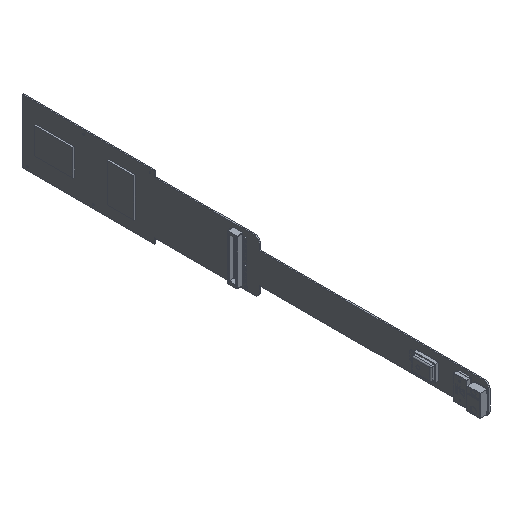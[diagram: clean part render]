
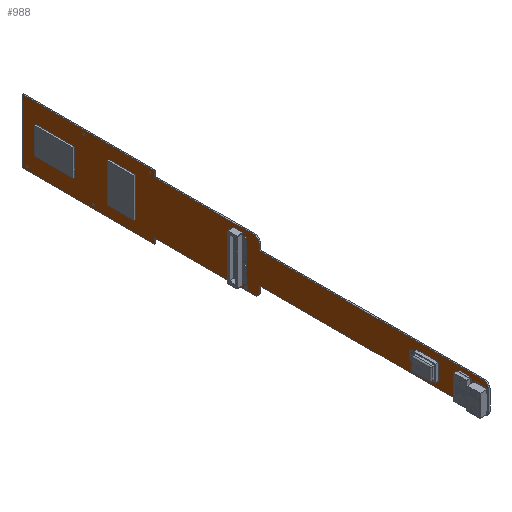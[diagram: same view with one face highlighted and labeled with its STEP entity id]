
A CAD part, isometric view. The second image highlights one B-rep face of the part: STEP entity #988.
In plain terms, the highlighted planar face has unit normal (-1, 0, 0).
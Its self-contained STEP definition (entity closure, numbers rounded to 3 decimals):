
#805=CARTESIAN_POINT('',(15.4,-6.6,-93.));
#806=DIRECTION('',(-1.,0.,0.));
#807=DIRECTION('',(0.,1.,0.));
#808=AXIS2_PLACEMENT_3D('',#805,#806,#807);
#809=PLANE('',#808);
#810=CARTESIAN_POINT('',(15.4,81.1,0.5));
#811=VERTEX_POINT('',#810);
#812=CARTESIAN_POINT('',(15.4,81.1,0.65));
#813=DIRECTION('',(1.,0.,0.));
#814=DIRECTION('',(0.,0.,-1.));
#815=AXIS2_PLACEMENT_3D('',#812,#813,#814);
#816=CIRCLE('',#815,0.15);
#817=EDGE_CURVE('',#811,#811,#816,.T.);
#818=ORIENTED_EDGE('',*,*,#817,.T.);
#819=EDGE_LOOP('',(#818));
#820=FACE_BOUND('',#819,.T.);
#821=CARTESIAN_POINT('',(15.4,58.9,10.7));
#822=VERTEX_POINT('',#821);
#823=CARTESIAN_POINT('',(15.4,58.9,10.85));
#824=DIRECTION('',(1.,0.,0.));
#825=DIRECTION('',(0.,0.,-1.));
#826=AXIS2_PLACEMENT_3D('',#823,#824,#825);
#827=CIRCLE('',#826,0.15);
#828=EDGE_CURVE('',#822,#822,#827,.T.);
#829=ORIENTED_EDGE('',*,*,#828,.T.);
#830=EDGE_LOOP('',(#829));
#831=FACE_BOUND('',#830,.T.);
#832=CARTESIAN_POINT('',(15.4,69.1,0.5));
#833=VERTEX_POINT('',#832);
#834=CARTESIAN_POINT('',(15.4,69.1,0.65));
#835=DIRECTION('',(1.,0.,0.));
#836=DIRECTION('',(0.,0.,-1.));
#837=AXIS2_PLACEMENT_3D('',#834,#835,#836);
#838=CIRCLE('',#837,0.15);
#839=EDGE_CURVE('',#833,#833,#838,.T.);
#840=ORIENTED_EDGE('',*,*,#839,.T.);
#841=EDGE_LOOP('',(#840));
#842=FACE_BOUND('',#841,.T.);
#843=CARTESIAN_POINT('',(15.4,70.9,10.7));
#844=VERTEX_POINT('',#843);
#845=CARTESIAN_POINT('',(15.4,70.9,10.85));
#846=DIRECTION('',(1.,0.,0.));
#847=DIRECTION('',(0.,0.,-1.));
#848=AXIS2_PLACEMENT_3D('',#845,#846,#847);
#849=CIRCLE('',#848,0.15);
#850=EDGE_CURVE('',#844,#844,#849,.T.);
#851=ORIENTED_EDGE('',*,*,#850,.T.);
#852=EDGE_LOOP('',(#851));
#853=FACE_BOUND('',#852,.T.);
#854=CARTESIAN_POINT('',(15.4,58.066,1.));
#855=VERTEX_POINT('',#854);
#856=CARTESIAN_POINT('',(15.4,40.066,1.));
#857=VERTEX_POINT('',#856);
#858=CARTESIAN_POINT('',(15.4,58.066,1.));
#859=DIRECTION('',(0.,-1.,0.));
#860=VECTOR('',#859,18.);
#861=LINE('',#858,#860);
#862=EDGE_CURVE('',#855,#857,#861,.T.);
#863=ORIENTED_EDGE('',*,*,#862,.T.);
#864=CARTESIAN_POINT('',(15.4,39.066,2.));
#865=VERTEX_POINT('',#864);
#866=CARTESIAN_POINT('',(15.4,40.066,2.));
#867=DIRECTION('',(-1.,0.,0.));
#868=DIRECTION('',(0.,0.,1.));
#869=AXIS2_PLACEMENT_3D('',#866,#867,#868);
#870=CIRCLE('',#869,1.);
#871=EDGE_CURVE('',#857,#865,#870,.T.);
#872=ORIENTED_EDGE('',*,*,#871,.T.);
#873=CARTESIAN_POINT('',(15.4,39.066,3.));
#874=VERTEX_POINT('',#873);
#875=CARTESIAN_POINT('',(15.4,39.066,2.));
#876=DIRECTION('',(0.,0.,1.));
#877=VECTOR('',#876,1.);
#878=LINE('',#875,#877);
#879=EDGE_CURVE('',#865,#874,#878,.T.);
#880=ORIENTED_EDGE('',*,*,#879,.T.);
#881=CARTESIAN_POINT('',(15.4,-1.434,3.));
#882=VERTEX_POINT('',#881);
#883=CARTESIAN_POINT('',(15.4,39.066,3.));
#884=DIRECTION('',(0.,-1.,0.));
#885=VECTOR('',#884,40.5);
#886=LINE('',#883,#885);
#887=EDGE_CURVE('',#874,#882,#886,.T.);
#888=ORIENTED_EDGE('',*,*,#887,.T.);
#889=CARTESIAN_POINT('',(15.4,-2.434,4.));
#890=VERTEX_POINT('',#889);
#891=CARTESIAN_POINT('',(15.4,-1.434,4.));
#892=DIRECTION('',(-1.,0.,0.));
#893=DIRECTION('',(0.,0.,1.));
#894=AXIS2_PLACEMENT_3D('',#891,#892,#893);
#895=CIRCLE('',#894,1.);
#896=EDGE_CURVE('',#882,#890,#895,.T.);
#897=ORIENTED_EDGE('',*,*,#896,.T.);
#898=CARTESIAN_POINT('',(15.4,-2.434,7.5));
#899=VERTEX_POINT('',#898);
#900=CARTESIAN_POINT('',(15.4,-2.434,4.));
#901=DIRECTION('',(0.,0.,1.));
#902=VECTOR('',#901,3.5);
#903=LINE('',#900,#902);
#904=EDGE_CURVE('',#890,#899,#903,.T.);
#905=ORIENTED_EDGE('',*,*,#904,.T.);
#906=CARTESIAN_POINT('',(15.4,-1.434,8.5));
#907=VERTEX_POINT('',#906);
#908=CARTESIAN_POINT('',(15.4,-1.434,7.5));
#909=DIRECTION('',(-1.,0.,0.));
#910=DIRECTION('',(0.,0.,1.));
#911=AXIS2_PLACEMENT_3D('',#908,#909,#910);
#912=CIRCLE('',#911,1.);
#913=EDGE_CURVE('',#899,#907,#912,.T.);
#914=ORIENTED_EDGE('',*,*,#913,.T.);
#915=CARTESIAN_POINT('',(15.4,39.066,8.5));
#916=VERTEX_POINT('',#915);
#917=CARTESIAN_POINT('',(15.4,-1.434,8.5));
#918=DIRECTION('',(0.,1.,0.));
#919=VECTOR('',#918,40.5);
#920=LINE('',#917,#919);
#921=EDGE_CURVE('',#907,#916,#920,.T.);
#922=ORIENTED_EDGE('',*,*,#921,.T.);
#923=CARTESIAN_POINT('',(15.4,39.066,9.5));
#924=VERTEX_POINT('',#923);
#925=CARTESIAN_POINT('',(15.4,39.066,8.5));
#926=DIRECTION('',(0.,0.,1.));
#927=VECTOR('',#926,1.);
#928=LINE('',#925,#927);
#929=EDGE_CURVE('',#916,#924,#928,.T.);
#930=ORIENTED_EDGE('',*,*,#929,.T.);
#931=CARTESIAN_POINT('',(15.4,40.066,10.5));
#932=VERTEX_POINT('',#931);
#933=CARTESIAN_POINT('',(15.4,40.066,9.5));
#934=DIRECTION('',(-1.,0.,0.));
#935=DIRECTION('',(0.,0.,1.));
#936=AXIS2_PLACEMENT_3D('',#933,#934,#935);
#937=CIRCLE('',#936,1.);
#938=EDGE_CURVE('',#924,#932,#937,.T.);
#939=ORIENTED_EDGE('',*,*,#938,.T.);
#940=CARTESIAN_POINT('',(15.4,58.066,10.5));
#941=VERTEX_POINT('',#940);
#942=CARTESIAN_POINT('',(15.4,58.066,10.5));
#943=DIRECTION('',(0.,-1.,0.));
#944=VECTOR('',#943,18.);
#945=LINE('',#942,#944);
#946=EDGE_CURVE('',#941,#932,#945,.T.);
#947=ORIENTED_EDGE('',*,*,#946,.F.);
#948=CARTESIAN_POINT('',(15.4,58.066,11.5));
#949=VERTEX_POINT('',#948);
#950=CARTESIAN_POINT('',(15.4,58.066,10.5));
#951=DIRECTION('',(0.,0.,1.));
#952=VECTOR('',#951,1.);
#953=LINE('',#950,#952);
#954=EDGE_CURVE('',#941,#949,#953,.T.);
#955=ORIENTED_EDGE('',*,*,#954,.T.);
#956=CARTESIAN_POINT('',(15.4,82.066,11.5));
#957=VERTEX_POINT('',#956);
#958=CARTESIAN_POINT('',(15.4,82.066,11.5));
#959=DIRECTION('',(0.,-1.,0.));
#960=VECTOR('',#959,24.);
#961=LINE('',#958,#960);
#962=EDGE_CURVE('',#957,#949,#961,.T.);
#963=ORIENTED_EDGE('',*,*,#962,.F.);
#964=CARTESIAN_POINT('',(15.4,82.066,0.));
#965=VERTEX_POINT('',#964);
#966=CARTESIAN_POINT('',(15.4,82.066,0.));
#967=DIRECTION('',(0.,0.,1.));
#968=VECTOR('',#967,11.5);
#969=LINE('',#966,#968);
#970=EDGE_CURVE('',#965,#957,#969,.T.);
#971=ORIENTED_EDGE('',*,*,#970,.F.);
#972=CARTESIAN_POINT('',(15.4,58.066,0.));
#973=VERTEX_POINT('',#972);
#974=CARTESIAN_POINT('',(15.4,58.066,0.));
#975=DIRECTION('',(0.,1.,-0.));
#976=VECTOR('',#975,24.);
#977=LINE('',#974,#976);
#978=EDGE_CURVE('',#973,#965,#977,.T.);
#979=ORIENTED_EDGE('',*,*,#978,.F.);
#980=CARTESIAN_POINT('',(15.4,58.066,1.));
#981=DIRECTION('',(0.,0.,-1.));
#982=VECTOR('',#981,1.);
#983=LINE('',#980,#982);
#984=EDGE_CURVE('',#855,#973,#983,.T.);
#985=ORIENTED_EDGE('',*,*,#984,.F.);
#986=EDGE_LOOP('',(#863,#872,#880,#888,#897,#905,#914,#922,#930,#939,#947,#955,#963,#971,#979,#985));
#987=FACE_BOUND('',#986,.T.);
#988=ADVANCED_FACE('',(#820,#831,#842,#853,#987),#809,.T.);
